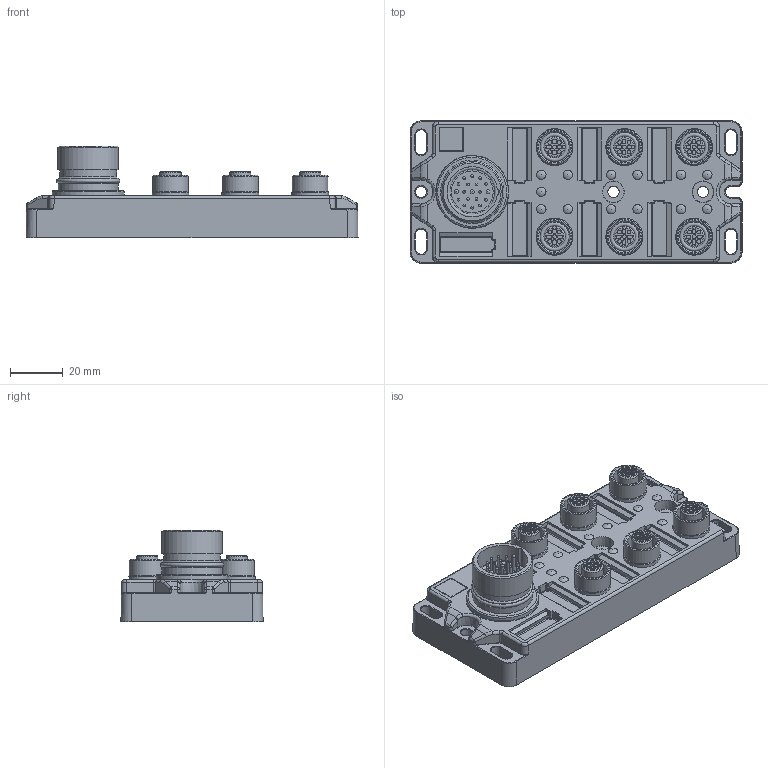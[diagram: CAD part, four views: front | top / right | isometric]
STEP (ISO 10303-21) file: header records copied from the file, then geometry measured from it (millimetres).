
FILE_DESCRIPTION(/* description */ (''),/* implementation_level */ '2;1');
FILE_NAME(/* name */ '6I_OM12-5P3T_stp.stp',/* time_stamp */ '2018-07-13T10:47:41+02:00',/* author */ (''),/* organization */ (''),/* preprocessor_version */ 'ST-DEVELOPER v16',/* originating_system */ 'SIEMENS PLM Software NX 10.0',/* authorisation */ '');
FILE_SCHEMA (('AUTOMOTIVE_DESIGN { 1 0 10303 214 3 1 1 1 }'));
Length unit declared in the file: millimetre
Products named in the file (1): 6I_OM12-5P3T_stp
Bounding box: 126 x 53.96 x 34.9 mm (x, y, z)
Volume: 108680.2 mm3; surface area: 29422.5 mm2
Topology: 1 solids, 1 shells, 1098 faces, 2702 edges, 1694 vertices
Faces by surface type: cylinder 506, plane 307, bspline 193, cone 36, torus 35, sphere 21
Full cylindrical faces by diameter (mm): 1 x16, 1.5 x33, 4.36 x2, 11.1 x6, 13.6 x6, 14 x6, 15.9 x1, 21 x1, 21.5 x1, 22.8 x2, 23 x1
Entity records: 39370 total; most frequent: CARTESIAN_POINT 15820, ORIENTED_EDGE 4888, DIRECTION 4674, EDGE_CURVE 2444, AXIS2_PLACEMENT_3D 1839, VERTEX_POINT 1596, EDGE_LOOP 1358, ADVANCED_FACE 1097
